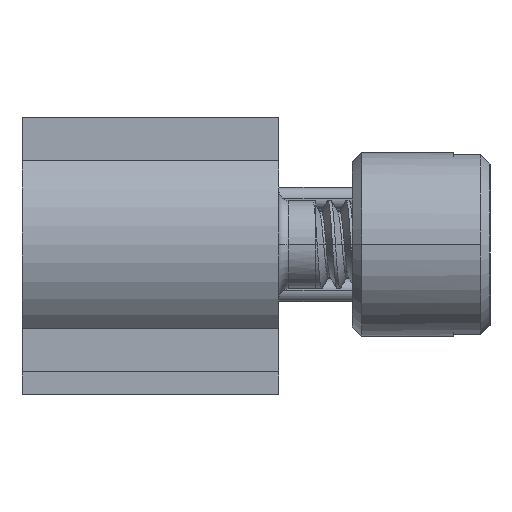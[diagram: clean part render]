
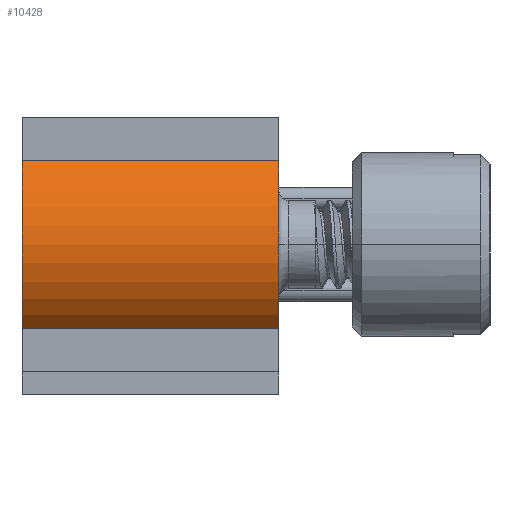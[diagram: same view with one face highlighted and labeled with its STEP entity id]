
A CAD part, left-side view. The second image highlights one B-rep face of the part: STEP entity #10428.
In plain terms, the highlighted cylindrical face has radius 2.5 mm (diameter 5 mm), a partial arc.
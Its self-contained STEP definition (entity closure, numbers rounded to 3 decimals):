
#79=CARTESIAN_POINT('',(-19.5,3.4,0.));
#80=DIRECTION('',(0.,-1.,0.));
#81=DIRECTION('',(-0.68,0.,0.733));
#82=AXIS2_PLACEMENT_3D('',#79,#80,#81);
#565=CARTESIAN_POINT('',(-19.5,-2.2,0.));
#566=DIRECTION('',(0.,-1.,0.));
#567=DIRECTION('',(-0.68,0.,0.733));
#568=AXIS2_PLACEMENT_3D('',#565,#566,#567);
#5166=DIRECTION('',(0.,-1.,0.));
#5167=VECTOR('',#5166,5.6);
#5168=CARTESIAN_POINT('',(-21.2,3.4,1.833));
#5169=LINE('',#5168,#5167);
#5173=DIRECTION('',(0.,-1.,0.));
#5174=VECTOR('',#5173,5.6);
#5175=CARTESIAN_POINT('',(-21.2,3.4,-1.833));
#5176=LINE('',#5175,#5174);
#5698=CARTESIAN_POINT('',(-21.2,3.4,1.833));
#5700=VERTEX_POINT('',#5698);
#5701=CARTESIAN_POINT('',(-21.2,3.4,-1.833));
#5702=VERTEX_POINT('',#5701);
#5707=CARTESIAN_POINT('',(-21.2,-2.2,1.833));
#5708=VERTEX_POINT('',#5707);
#5709=CARTESIAN_POINT('',(-21.2,-2.2,-1.833));
#5710=VERTEX_POINT('',#5709);
#10416=CARTESIAN_POINT('',(-19.5,3.4,0.));
#10417=DIRECTION('',(0.,-1.,0.));
#10418=DIRECTION('',(-1.,0.,0.));
#10419=AXIS2_PLACEMENT_3D('',#10416,#10417,#10418);
#10420=CYLINDRICAL_SURFACE('',#10419,2.5);
#10421=ORIENTED_EDGE('',*,*,#6094,.F.);
#10422=ORIENTED_EDGE('',*,*,#10411,.T.);
#10423=ORIENTED_EDGE('',*,*,#6416,.T.);
#10425=ORIENTED_EDGE('',*,*,#10424,.F.);
#10426=EDGE_LOOP('',(#10421,#10422,#10423,#10425));
#10427=FACE_OUTER_BOUND('',#10426,.F.);
#83=CIRCLE('',#82,2.5);
#569=CIRCLE('',#568,2.5);
#6094=EDGE_CURVE('',#5700,#5702,#83,.T.);
#6416=EDGE_CURVE('',#5708,#5710,#569,.T.);
#10411=EDGE_CURVE('',#5700,#5708,#5169,.T.);
#10424=EDGE_CURVE('',#5702,#5710,#5176,.T.);
#10428=ADVANCED_FACE('',(#10427),#10420,.T.);
